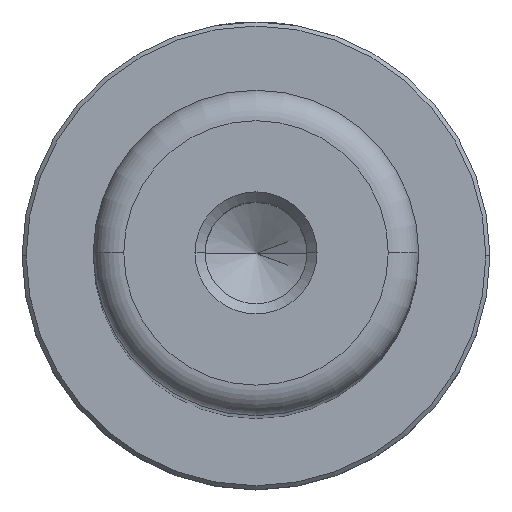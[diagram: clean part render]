
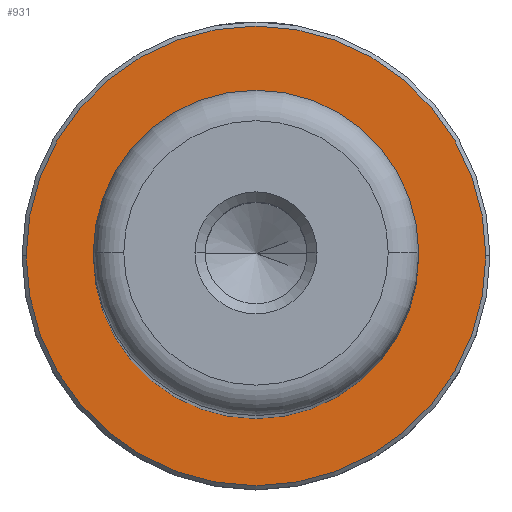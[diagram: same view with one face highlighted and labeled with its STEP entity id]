
A CAD part, top view. The second image highlights one B-rep face of the part: STEP entity #931.
In plain terms, the highlighted planar face has unit normal (0, 0, 1).
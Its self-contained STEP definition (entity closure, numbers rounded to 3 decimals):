
#61 = CIRCLE ( 'NONE', #364, 11.3 ) ;
#80 = EDGE_CURVE ( 'NONE', #1856, #1067, #265, .T. ) ;
#107 = AXIS2_PLACEMENT_3D ( 'NONE', #457, #449, #425 ) ;
#118 = DIRECTION ( 'NONE',  ( -1., 0., 0. ) ) ;
#120 = DIRECTION ( 'NONE',  ( 0., 0., -1. ) ) ;
#127 = DIRECTION ( 'NONE',  ( 1., 0., 0. ) ) ;
#129 = CARTESIAN_POINT ( 'NONE',  ( 0., 0., 15. ) ) ;
#140 = FACE_OUTER_BOUND ( 'NONE', #190, .T. ) ;
#189 = ORIENTED_EDGE ( 'NONE', *, *, #80, .T. ) ;
#190 = EDGE_LOOP ( 'NONE', ( #1056, #189 ) ) ;
#229 = PLANE ( 'NONE',  #1500 ) ;
#265 = CIRCLE ( 'NONE', #1054, 11.3 ) ;
#310 = CARTESIAN_POINT ( 'NONE',  ( 0., 0., 15. ) ) ;
#364 = AXIS2_PLACEMENT_3D ( 'NONE', #310, #1520, #484 ) ;
#375 = CARTESIAN_POINT ( 'NONE',  ( 7.5, 0., 15. ) ) ;
#396 = DIRECTION ( 'NONE',  ( 0., 0., 1. ) ) ;
#425 = DIRECTION ( 'NONE',  ( -1., 0., 0. ) ) ;
#433 = CARTESIAN_POINT ( 'NONE',  ( 0., 0., 15. ) ) ;
#436 = CIRCLE ( 'NONE', #107, 7.5 ) ;
#449 = DIRECTION ( 'NONE',  ( 0., 0., -1. ) ) ;
#456 = EDGE_CURVE ( 'NONE', #1307, #1301, #436, .T. ) ;
#457 = CARTESIAN_POINT ( 'NONE',  ( 0., 0., 15. ) ) ;
#470 = DIRECTION ( 'NONE',  ( 0., 0., 1. ) ) ;
#484 = DIRECTION ( 'NONE',  ( 1., 0., 0. ) ) ;
#565 = CARTESIAN_POINT ( 'NONE',  ( 11.3, 0., 15. ) ) ;
#838 = EDGE_CURVE ( 'NONE', #1301, #1307, #1946, .T. ) ;
#877 = AXIS2_PLACEMENT_3D ( 'NONE', #129, #120, #118 ) ;
#931 = ADVANCED_FACE ( 'NONE', ( #140, #1050 ), #229, .T. ) ;
#1050 = FACE_BOUND ( 'NONE', #1999, .T. ) ;
#1054 = AXIS2_PLACEMENT_3D ( 'NONE', #433, #470, #127 ) ;
#1056 = ORIENTED_EDGE ( 'NONE', *, *, #2087, .T. ) ;
#1067 = VERTEX_POINT ( 'NONE', #1795 ) ;
#1213 = ORIENTED_EDGE ( 'NONE', *, *, #838, .T. ) ;
#1301 = VERTEX_POINT ( 'NONE', #375 ) ;
#1307 = VERTEX_POINT ( 'NONE', #1584 ) ;
#1416 = ORIENTED_EDGE ( 'NONE', *, *, #456, .T. ) ;
#1429 = CARTESIAN_POINT ( 'NONE',  ( 0., 0., 15. ) ) ;
#1500 = AXIS2_PLACEMENT_3D ( 'NONE', #1429, #396, #1600 ) ;
#1520 = DIRECTION ( 'NONE',  ( 0., 0., 1. ) ) ;
#1584 = CARTESIAN_POINT ( 'NONE',  ( -7.5, 0., 15. ) ) ;
#1600 = DIRECTION ( 'NONE',  ( 1., 0., 0. ) ) ;
#1795 = CARTESIAN_POINT ( 'NONE',  ( -11.3, 0., 15. ) ) ;
#1856 = VERTEX_POINT ( 'NONE', #565 ) ;
#1946 = CIRCLE ( 'NONE', #877, 7.5 ) ;
#1999 = EDGE_LOOP ( 'NONE', ( #1416, #1213 ) ) ;
#2087 = EDGE_CURVE ( 'NONE', #1067, #1856, #61, .T. ) ;
